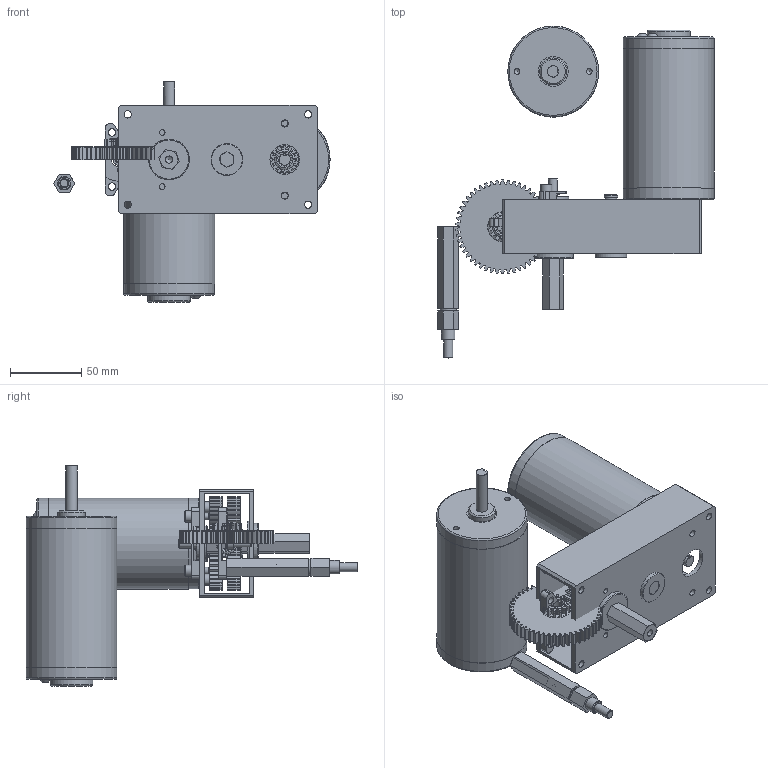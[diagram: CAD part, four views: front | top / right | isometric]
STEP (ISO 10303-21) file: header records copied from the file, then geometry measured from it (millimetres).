
FILE_DESCRIPTION( ( 'Unknown' ), '1' );
FILE_NAME( 'Toughbox Nano Hex.stp', 'Unknown', ( 'Unknown' ), ( 'Unknown' ), 'XStep 1.0', 'Unknown', ' ' );
FILE_SCHEMA( ( 'CONFIG_CONTROL_DESIGN' ) );
Length unit declared in the file: millimetre
Products named in the file (18): Assem1; fr-6-zz; fr8zz-hex; CIM motor; fr-6-zz-hex; fr-6; Toughbox_d05; Toughbox_d08; Toughbox_d32; Toughbox_d06; Toughbox_d29a; Toughbox-nano-d01; Toughbox-nano-d02; Toughbox_d09; 8mm_spring_clip; 2mmx2mmx10mm_key; 10-32x0500_shcs; 500-e-klip
Bounding box: 194.48 x 233.58 x 154.93 mm (x, y, z)
Volume: 1095554 mm3; surface area: 260719.8 mm2
Topology: 37 solids, 37 shells, 1824 faces, 5004 edges, 3292 vertices
Faces by surface type: cylinder 1244, plane 436, cone 120, sphere 16, torus 8
Full cylindrical faces by diameter (mm): 1.941 x4, 3.967 x8, 4.039 x4, 4.775 x5, 4.976 x2, 5.055 x8, 5.105 x16, 5.207 x4, 6.325 x2, 7.823 x5, 8 x2, 8.382 x2, 8.636 x4, 9.5 x6, 9.525 x4, 10.16 x2, 11.176 x2, 12.675 x2, 19.05 x2, 20.828 x4, 21.057 x2, 22.212 x6, 22.225 x6, 24.689 x6, 27.94 x2, 28.562 x2, 28.575 x2, 30.074 x2, 31.115 x2, 63.754 x4
Entity records: 28962 total; most frequent: DIRECTION 5306, CARTESIAN_POINT 5113, ORIENTED_EDGE 4582, EDGE_CURVE 2291, AXIS2_PLACEMENT_3D 2225, VERTEX_POINT 1570, CIRCLE 1322, EDGE_LOOP 1080
